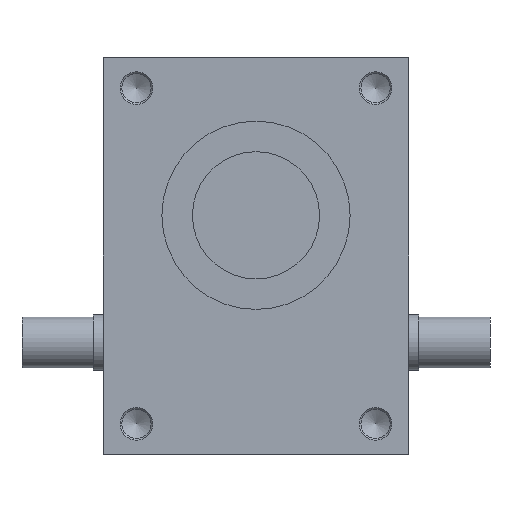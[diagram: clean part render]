
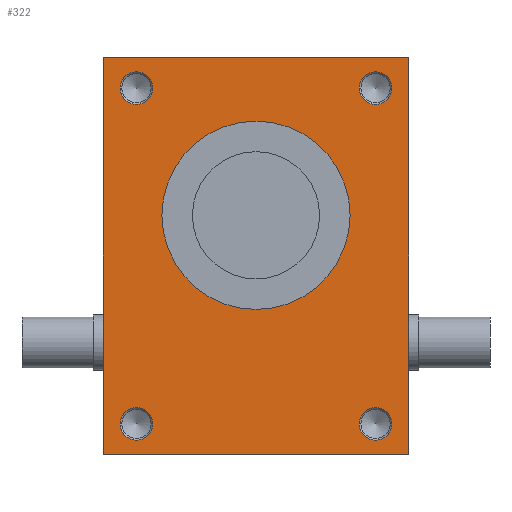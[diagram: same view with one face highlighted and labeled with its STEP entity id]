
A CAD part, front view. The second image highlights one B-rep face of the part: STEP entity #322.
In plain terms, the highlighted planar face has unit normal (0, -1, 0).
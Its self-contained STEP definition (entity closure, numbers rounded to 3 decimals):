
#322 = ADVANCED_FACE( '', ( #726, #727, #728, #729, #730, #731 ), #732, .F. );
#726 = FACE_BOUND( '', #1281, .T. );
#727 = FACE_BOUND( '', #1282, .T. );
#728 = FACE_BOUND( '', #1283, .T. );
#729 = FACE_BOUND( '', #1284, .T. );
#730 = FACE_BOUND( '', #1285, .T. );
#731 = FACE_OUTER_BOUND( '', #1286, .T. );
#732 = PLANE( '', #1287 );
#1281 = EDGE_LOOP( '', ( #1979 ) );
#1282 = EDGE_LOOP( '', ( #1980 ) );
#1283 = EDGE_LOOP( '', ( #1981 ) );
#1284 = EDGE_LOOP( '', ( #1982 ) );
#1285 = EDGE_LOOP( '', ( #1983 ) );
#1286 = EDGE_LOOP( '', ( #1984, #1985, #1986, #1987 ) );
#1287 = AXIS2_PLACEMENT_3D( '', #1988, #1989, #1990 );
#1979 = ORIENTED_EDGE( '', *, *, #3238, .F. );
#1980 = ORIENTED_EDGE( '', *, *, #3239, .F. );
#1981 = ORIENTED_EDGE( '', *, *, #3240, .F. );
#1982 = ORIENTED_EDGE( '', *, *, #3241, .F. );
#1983 = ORIENTED_EDGE( '', *, *, #3242, .T. );
#1984 = ORIENTED_EDGE( '', *, *, #3243, .T. );
#1985 = ORIENTED_EDGE( '', *, *, #3191, .F. );
#1986 = ORIENTED_EDGE( '', *, *, #3244, .F. );
#1987 = ORIENTED_EDGE( '', *, *, #3245, .T. );
#1988 = CARTESIAN_POINT( '', ( -300., -240., 390. ) );
#1989 = DIRECTION( '', ( 0., 1., 0. ) );
#1990 = DIRECTION( '', ( 0., 0., 1. ) );
#3191 = EDGE_CURVE( '', #3794, #3789, #3796, .T. );
#3238 = EDGE_CURVE( '', #3873, #3873, #3874, .T. );
#3239 = EDGE_CURVE( '', #3875, #3875, #3876, .T. );
#3240 = EDGE_CURVE( '', #3877, #3877, #3878, .T. );
#3241 = EDGE_CURVE( '', #3879, #3879, #3880, .T. );
#3242 = EDGE_CURVE( '', #3881, #3881, #3882, .T. );
#3243 = EDGE_CURVE( '', #3883, #3789, #3884, .T. );
#3244 = EDGE_CURVE( '', #3885, #3794, #3886, .T. );
#3245 = EDGE_CURVE( '', #3885, #3883, #3887, .T. );
#3789 = VERTEX_POINT( '', #4674 );
#3794 = VERTEX_POINT( '', #4681 );
#3796 = LINE( '', #4684, #4685 );
#3873 = VERTEX_POINT( '', #4793 );
#3874 = CIRCLE( '', #4794, 32. );
#3875 = VERTEX_POINT( '', #4795 );
#3876 = CIRCLE( '', #4796, 32. );
#3877 = VERTEX_POINT( '', #4797 );
#3878 = CIRCLE( '', #4798, 32. );
#3879 = VERTEX_POINT( '', #4799 );
#3880 = CIRCLE( '', #4800, 32. );
#3881 = VERTEX_POINT( '', #4801 );
#3882 = CIRCLE( '', #4802, 185. );
#3883 = VERTEX_POINT( '', #4803 );
#3884 = LINE( '', #4804, #4805 );
#3885 = VERTEX_POINT( '', #4806 );
#3886 = LINE( '', #4807, #4808 );
#3887 = LINE( '', #4809, #4810 );
#4674 = CARTESIAN_POINT( '', ( 300., -240., -390. ) );
#4681 = CARTESIAN_POINT( '', ( 300., -240., 390. ) );
#4684 = CARTESIAN_POINT( '', ( 300., -240., 390. ) );
#4685 = VECTOR( '', #5633, 1000. );
#4793 = CARTESIAN_POINT( '', ( -235., -240., -362. ) );
#4794 = AXIS2_PLACEMENT_3D( '', #5677, #5678, #5679 );
#4795 = CARTESIAN_POINT( '', ( -235., -240., 298. ) );
#4796 = AXIS2_PLACEMENT_3D( '', #5680, #5681, #5682 );
#4797 = CARTESIAN_POINT( '', ( 235., -240., 298. ) );
#4798 = AXIS2_PLACEMENT_3D( '', #5683, #5684, #5685 );
#4799 = CARTESIAN_POINT( '', ( 235., -240., -362. ) );
#4800 = AXIS2_PLACEMENT_3D( '', #5686, #5687, #5688 );
#4801 = CARTESIAN_POINT( '', ( 185., -240., 80. ) );
#4802 = AXIS2_PLACEMENT_3D( '', #5689, #5690, #5691 );
#4803 = CARTESIAN_POINT( '', ( -300., -240., -390. ) );
#4804 = CARTESIAN_POINT( '', ( -300., -240., -390. ) );
#4805 = VECTOR( '', #5692, 1000. );
#4806 = CARTESIAN_POINT( '', ( -300., -240., 390. ) );
#4807 = CARTESIAN_POINT( '', ( -300., -240., 390. ) );
#4808 = VECTOR( '', #5693, 1000. );
#4809 = CARTESIAN_POINT( '', ( -300., -240., 390. ) );
#4810 = VECTOR( '', #5694, 1000. );
#5633 = DIRECTION( '', ( 0., 0., -1. ) );
#5677 = CARTESIAN_POINT( '', ( -235., -240., -330. ) );
#5678 = DIRECTION( '', ( 0., -1., 0. ) );
#5679 = DIRECTION( '', ( 0., 0., -1. ) );
#5680 = CARTESIAN_POINT( '', ( -235., -240., 330. ) );
#5681 = DIRECTION( '', ( 0., -1., 0. ) );
#5682 = DIRECTION( '', ( 0., 0., -1. ) );
#5683 = CARTESIAN_POINT( '', ( 235., -240., 330. ) );
#5684 = DIRECTION( '', ( 0., -1., 0. ) );
#5685 = DIRECTION( '', ( 0., 0., -1. ) );
#5686 = CARTESIAN_POINT( '', ( 235., -240., -330. ) );
#5687 = DIRECTION( '', ( 0., -1., 0. ) );
#5688 = DIRECTION( '', ( 0., 0., -1. ) );
#5689 = CARTESIAN_POINT( '', ( 0., -240., 80. ) );
#5690 = DIRECTION( '', ( 0., 1., 0. ) );
#5691 = DIRECTION( '', ( 1., 0., 0. ) );
#5692 = DIRECTION( '', ( 1., 0., 0. ) );
#5693 = DIRECTION( '', ( 1., 0., 0. ) );
#5694 = DIRECTION( '', ( 0., 0., -1. ) );
